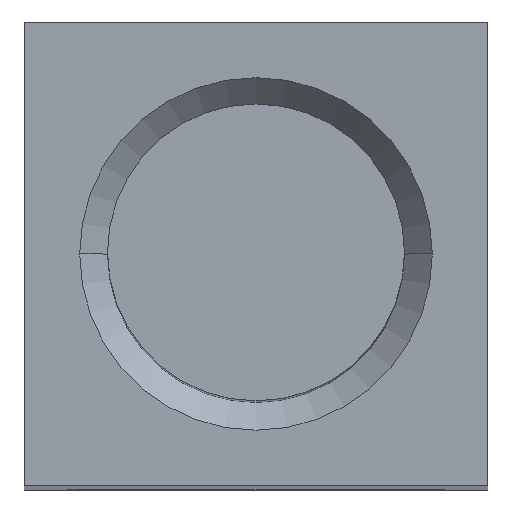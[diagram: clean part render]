
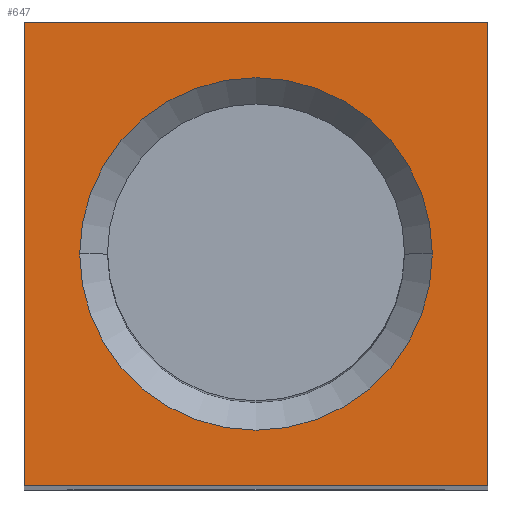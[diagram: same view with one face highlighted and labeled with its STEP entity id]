
A CAD part, top view. The second image highlights one B-rep face of the part: STEP entity #647.
In plain terms, the highlighted planar face has unit normal (0, 0, 1).
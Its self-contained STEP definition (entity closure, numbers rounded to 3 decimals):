
#178=DIRECTION('',(0.,-1.,0.));
#179=VECTOR('',#178,5.);
#180=CARTESIAN_POINT('',(-2.5,5.,25.2));
#181=LINE('',#180,#179);
#185=DIRECTION('',(-1.,0.,0.));
#186=VECTOR('',#185,5.);
#187=CARTESIAN_POINT('',(2.5,5.,25.2));
#188=LINE('',#187,#186);
#192=DIRECTION('',(0.,1.,0.));
#193=VECTOR('',#192,5.);
#194=CARTESIAN_POINT('',(2.5,0.,25.2));
#195=LINE('',#194,#193);
#199=DIRECTION('',(1.,0.,0.));
#200=VECTOR('',#199,5.);
#201=CARTESIAN_POINT('',(-2.5,0.,25.2));
#202=LINE('',#201,#200);
#206=CARTESIAN_POINT('',(0.,2.5,25.2));
#207=DIRECTION('',(0.,0.,-1.));
#208=DIRECTION('',(1.,0.,0.));
#209=AXIS2_PLACEMENT_3D('',#206,#207,#208);
#214=CARTESIAN_POINT('',(0.,2.5,25.2));
#215=DIRECTION('',(0.,0.,-1.));
#216=DIRECTION('',(-1.,0.,0.));
#217=AXIS2_PLACEMENT_3D('',#214,#215,#216);
#468=CARTESIAN_POINT('',(-2.5,5.,25.2));
#469=CARTESIAN_POINT('',(-2.5,0.,25.2));
#470=VERTEX_POINT('',#468);
#471=VERTEX_POINT('',#469);
#472=CARTESIAN_POINT('',(2.5,0.,25.2));
#473=VERTEX_POINT('',#472);
#474=CARTESIAN_POINT('',(2.5,5.,25.2));
#475=VERTEX_POINT('',#474);
#512=CARTESIAN_POINT('',(1.9,2.5,25.2));
#513=CARTESIAN_POINT('',(-1.9,2.5,25.2));
#514=VERTEX_POINT('',#512);
#515=VERTEX_POINT('',#513);
#630=CARTESIAN_POINT('',(0.,0.,25.2));
#631=DIRECTION('',(0.,0.,1.));
#632=DIRECTION('',(1.,0.,0.));
#633=AXIS2_PLACEMENT_3D('',#630,#631,#632);
#634=PLANE('',#633);
#635=ORIENTED_EDGE('',*,*,#552,.F.);
#636=ORIENTED_EDGE('',*,*,#579,.F.);
#637=ORIENTED_EDGE('',*,*,#593,.F.);
#638=ORIENTED_EDGE('',*,*,#618,.F.);
#639=EDGE_LOOP('',(#635,#636,#637,#638));
#640=FACE_OUTER_BOUND('',#639,.F.);
#642=ORIENTED_EDGE('',*,*,#641,.F.);
#644=ORIENTED_EDGE('',*,*,#643,.F.);
#645=EDGE_LOOP('',(#642,#644));
#646=FACE_BOUND('',#645,.F.);
#647=ADVANCED_FACE('',(#640,#646),#634,.T.);
#210=CIRCLE('',#209,1.9);
#218=CIRCLE('',#217,1.9);
#552=EDGE_CURVE('',#470,#471,#181,.T.);
#579=EDGE_CURVE('',#475,#470,#188,.T.);
#593=EDGE_CURVE('',#473,#475,#195,.T.);
#618=EDGE_CURVE('',#471,#473,#202,.T.);
#641=EDGE_CURVE('',#514,#515,#210,.T.);
#643=EDGE_CURVE('',#515,#514,#218,.T.);
